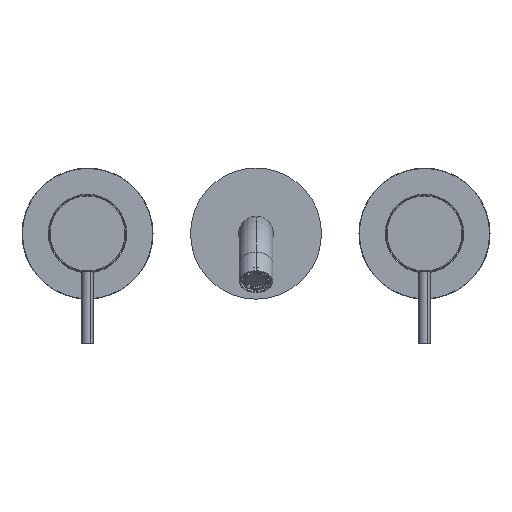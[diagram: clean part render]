
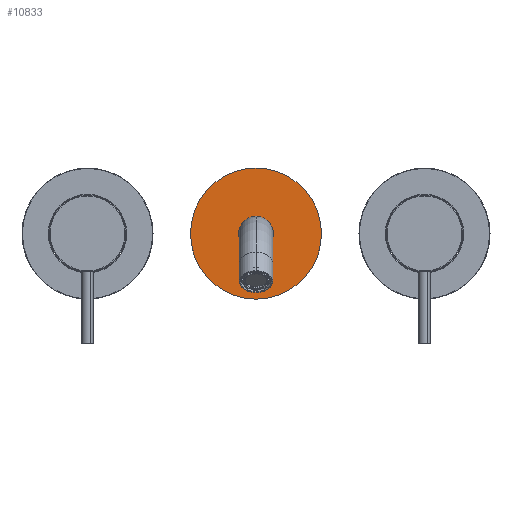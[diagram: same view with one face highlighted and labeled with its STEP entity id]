
A CAD part, top view. The second image highlights one B-rep face of the part: STEP entity #10833.
In plain terms, the highlighted planar face has unit normal (0, 0, 1).
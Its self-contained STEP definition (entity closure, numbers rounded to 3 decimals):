
#243 = CARTESIAN_POINT ( 'NONE',  ( -35., 0., 4. ) ) ;
#1165 = CARTESIAN_POINT ( 'NONE',  ( 0., 0., 4. ) ) ;
#1572 = VERTEX_POINT ( 'NONE', #4437 ) ;
#2223 = ORIENTED_EDGE ( 'NONE', *, *, #15924, .T. ) ;
#2261 = CARTESIAN_POINT ( 'NONE',  ( -9.25, 0., 4. ) ) ;
#2548 = CARTESIAN_POINT ( 'NONE',  ( 35., 0., 4. ) ) ;
#2603 = EDGE_LOOP ( 'NONE', ( #15918, #11814 ) ) ;
#3351 = AXIS2_PLACEMENT_3D ( 'NONE', #6648, #14245, #15383 ) ;
#3401 = PLANE ( 'NONE',  #9731 ) ;
#3451 = EDGE_CURVE ( 'NONE', #1572, #8331, #7503, .T. ) ;
#4225 = CARTESIAN_POINT ( 'NONE',  ( 0., 0., 4. ) ) ;
#4290 = EDGE_LOOP ( 'NONE', ( #16318, #2223 ) ) ;
#4307 = DIRECTION ( 'NONE',  ( 1., 0., 0. ) ) ;
#4437 = CARTESIAN_POINT ( 'NONE',  ( 9.25, 0., 4. ) ) ;
#4821 = VERTEX_POINT ( 'NONE', #2548 ) ;
#5885 = CARTESIAN_POINT ( 'NONE',  ( 0., 0., 4. ) ) ;
#5973 = FACE_OUTER_BOUND ( 'NONE', #4290, .T. ) ;
#6225 = DIRECTION ( 'NONE',  ( 0., 0., 1. ) ) ;
#6648 = CARTESIAN_POINT ( 'NONE',  ( 0., 0., 4. ) ) ;
#7139 = FACE_BOUND ( 'NONE', #2603, .T. ) ;
#7503 = CIRCLE ( 'NONE', #15947, 9.25 ) ;
#8009 = DIRECTION ( 'NONE',  ( 0., 0., 1. ) ) ;
#8331 = VERTEX_POINT ( 'NONE', #2261 ) ;
#8907 = AXIS2_PLACEMENT_3D ( 'NONE', #4225, #11784, #4307 ) ;
#9358 = EDGE_CURVE ( 'NONE', #4821, #13491, #14426, .T. ) ;
#9731 = AXIS2_PLACEMENT_3D ( 'NONE', #5885, #14808, #9853 ) ;
#9853 = DIRECTION ( 'NONE',  ( 1., 0., 0. ) ) ;
#10370 = AXIS2_PLACEMENT_3D ( 'NONE', #12742, #8009, #14284 ) ;
#10500 = CIRCLE ( 'NONE', #3351, 9.25 ) ;
#10833 = ADVANCED_FACE ( 'NONE', ( #7139, #5973 ), #3401, .T. ) ;
#11301 = DIRECTION ( 'NONE',  ( 1., 0., 0. ) ) ;
#11784 = DIRECTION ( 'NONE',  ( 0., 0., 1. ) ) ;
#11814 = ORIENTED_EDGE ( 'NONE', *, *, #3451, .F. ) ;
#12742 = CARTESIAN_POINT ( 'NONE',  ( 0., 0., 4. ) ) ;
#13491 = VERTEX_POINT ( 'NONE', #243 ) ;
#13533 = CIRCLE ( 'NONE', #10370, 35. ) ;
#14245 = DIRECTION ( 'NONE',  ( 0., 0., 1. ) ) ;
#14284 = DIRECTION ( 'NONE',  ( 1., 0., 0. ) ) ;
#14422 = EDGE_CURVE ( 'NONE', #8331, #1572, #10500, .T. ) ;
#14426 = CIRCLE ( 'NONE', #8907, 35. ) ;
#14808 = DIRECTION ( 'NONE',  ( 0., 0., 1. ) ) ;
#15383 = DIRECTION ( 'NONE',  ( 1., 0., 0. ) ) ;
#15918 = ORIENTED_EDGE ( 'NONE', *, *, #14422, .F. ) ;
#15924 = EDGE_CURVE ( 'NONE', #13491, #4821, #13533, .T. ) ;
#15947 = AXIS2_PLACEMENT_3D ( 'NONE', #1165, #6225, #11301 ) ;
#16318 = ORIENTED_EDGE ( 'NONE', *, *, #9358, .T. ) ;
